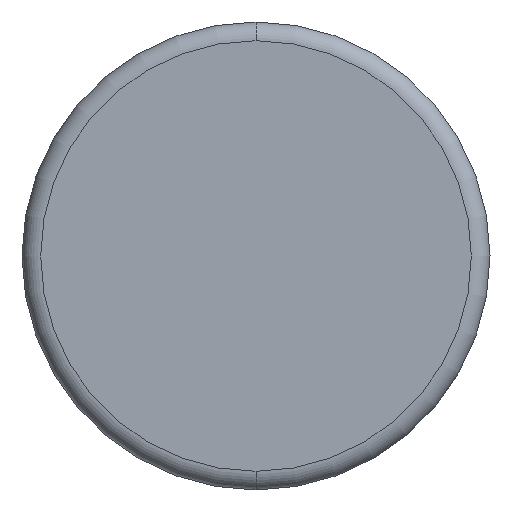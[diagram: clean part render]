
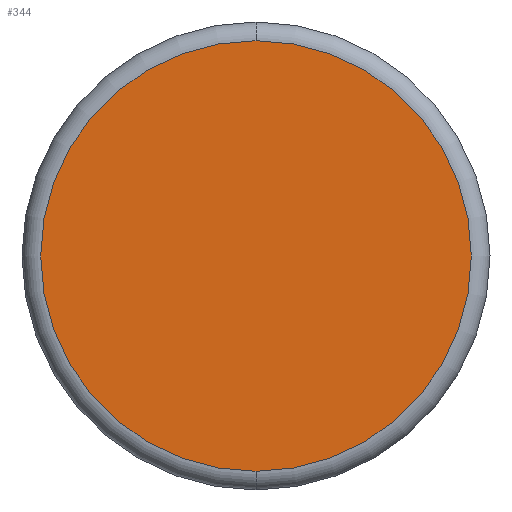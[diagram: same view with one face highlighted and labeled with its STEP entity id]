
A CAD part, front view. The second image highlights one B-rep face of the part: STEP entity #344.
In plain terms, the highlighted planar face has unit normal (0, -1, 0).
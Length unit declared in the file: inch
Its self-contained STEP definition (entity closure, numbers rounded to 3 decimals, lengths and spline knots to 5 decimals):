
#43 = AXIS2_PLACEMENT_3D ( 'NONE', #108, #427, #517 ) ;
#49 = CARTESIAN_POINT ( 'NONE',  ( 0., 0., -0.345 ) ) ;
#63 = ORIENTED_EDGE ( 'NONE', *, *, #226, .T. ) ;
#79 = VERTEX_POINT ( 'NONE', #194 ) ;
#92 = DIRECTION ( 'NONE',  ( 0., 0., -1. ) ) ;
#108 = CARTESIAN_POINT ( 'NONE',  ( 0., 0., 0. ) ) ;
#131 = CARTESIAN_POINT ( 'NONE',  ( 0., 0., 0. ) ) ;
#132 = FACE_OUTER_BOUND ( 'NONE', #317, .T. ) ;
#156 = AXIS2_PLACEMENT_3D ( 'NONE', #131, #310, #92 ) ;
#178 = CIRCLE ( 'NONE', #43, 0.345 ) ;
#194 = CARTESIAN_POINT ( 'NONE',  ( 0., 0., 0.345 ) ) ;
#226 = EDGE_CURVE ( 'NONE', #413, #79, #178, .T. ) ;
#241 = EDGE_CURVE ( 'NONE', #79, #413, #548, .T. ) ;
#271 = PLANE ( 'NONE',  #346 ) ;
#310 = DIRECTION ( 'NONE',  ( 0., -1., 0. ) ) ;
#317 = EDGE_LOOP ( 'NONE', ( #63, #355 ) ) ;
#320 = CARTESIAN_POINT ( 'NONE',  ( 0., 0., 0. ) ) ;
#344 = ADVANCED_FACE ( 'NONE', ( #132 ), #271, .T. ) ;
#346 = AXIS2_PLACEMENT_3D ( 'NONE', #320, #478, #361 ) ;
#355 = ORIENTED_EDGE ( 'NONE', *, *, #241, .T. ) ;
#361 = DIRECTION ( 'NONE',  ( 0., 0., -1. ) ) ;
#413 = VERTEX_POINT ( 'NONE', #49 ) ;
#427 = DIRECTION ( 'NONE',  ( 0., -1., 0. ) ) ;
#478 = DIRECTION ( 'NONE',  ( 0., -1., 0. ) ) ;
#517 = DIRECTION ( 'NONE',  ( 0., 0., -1. ) ) ;
#548 = CIRCLE ( 'NONE', #156, 0.345 ) ;
